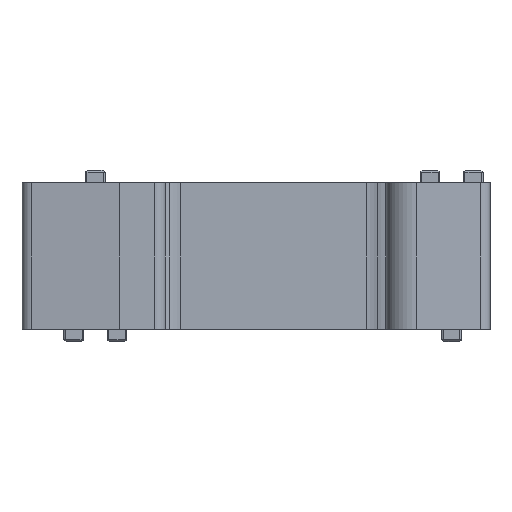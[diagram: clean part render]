
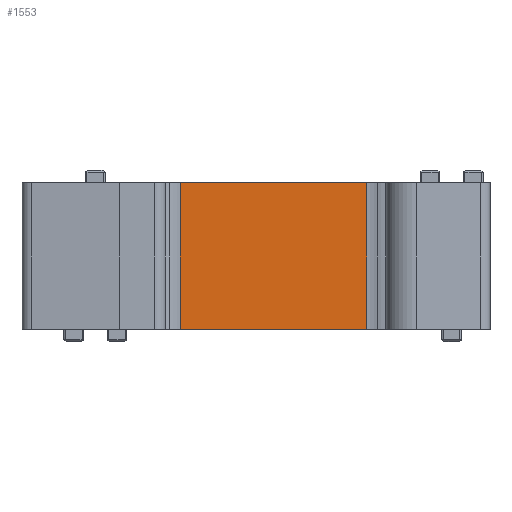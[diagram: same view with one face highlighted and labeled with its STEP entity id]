
A CAD part, front view. The second image highlights one B-rep face of the part: STEP entity #1553.
In plain terms, the highlighted planar face has unit normal (0, -1, 0).
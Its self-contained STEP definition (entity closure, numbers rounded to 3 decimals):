
#655=FACE_OUTER_BOUND('',#3087,.T.);
#1553=ADVANCED_FACE('',(#655),#2458,.F.);
#2458=PLANE('',#18560);
#3087=EDGE_LOOP('',(#5767,#5768,#5769,#5770));
#5767=ORIENTED_EDGE('',*,*,#12042,.T.);
#5768=ORIENTED_EDGE('',*,*,#12761,.T.);
#5769=ORIENTED_EDGE('',*,*,#12497,.T.);
#5770=ORIENTED_EDGE('',*,*,#12762,.T.);
#10251=VERTEX_POINT('',#25680);
#10252=VERTEX_POINT('',#25682);
#10684=VERTEX_POINT('',#26576);
#10685=VERTEX_POINT('',#26578);
#12042=EDGE_CURVE('',#10252,#10251,#14591,.T.);
#12497=EDGE_CURVE('',#10685,#10684,#14883,.T.);
#12761=EDGE_CURVE('',#10251,#10685,#15095,.T.);
#12762=EDGE_CURVE('',#10684,#10252,#15096,.T.);
#14591=LINE('',#25681,#16478);
#14883=LINE('',#26577,#16770);
#15095=LINE('',#27080,#16982);
#15096=LINE('',#27081,#16983);
#16478=VECTOR('',#20298,1.);
#16770=VECTOR('',#20932,1.);
#16982=VECTOR('',#21308,1.);
#16983=VECTOR('',#21309,1.);
#18560=AXIS2_PLACEMENT_3D('',#27082,#21310,#21311);
#20298=DIRECTION('',(-1.,0.,0.));
#20932=DIRECTION('',(1.,0.,0.));
#21308=DIRECTION('',(0.,0.,-1.));
#21309=DIRECTION('',(0.,0.,1.));
#21310=DIRECTION('',(0.,1.,0.));
#21311=DIRECTION('',(0.,0.,1.));
#25680=CARTESIAN_POINT('',(-13.321,-0.5,26.5));
#25681=CARTESIAN_POINT('',(0.,-0.5,26.5));
#25682=CARTESIAN_POINT('',(13.321,-0.5,26.5));
#26576=CARTESIAN_POINT('',(13.321,-0.5,5.5));
#26577=CARTESIAN_POINT('',(0.,-0.5,5.5));
#26578=CARTESIAN_POINT('',(-13.321,-0.5,5.5));
#27080=CARTESIAN_POINT('',(-13.321,-0.5,0.));
#27081=CARTESIAN_POINT('',(13.321,-0.5,0.));
#27082=CARTESIAN_POINT('',(0.,-0.5,0.));
